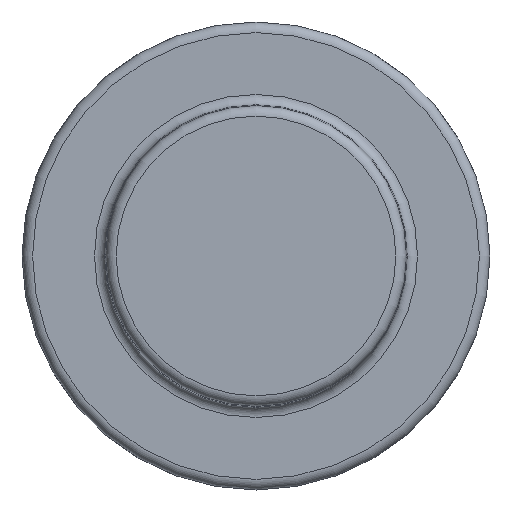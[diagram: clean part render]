
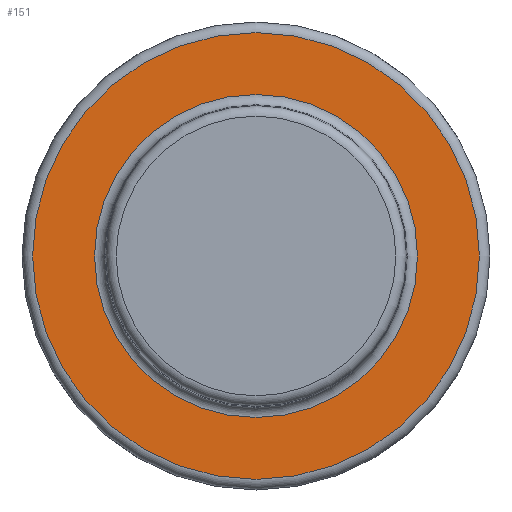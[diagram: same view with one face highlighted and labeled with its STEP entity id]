
A CAD part, left-side view. The second image highlights one B-rep face of the part: STEP entity #151.
In plain terms, the highlighted planar face has unit normal (-1, 0, 0).
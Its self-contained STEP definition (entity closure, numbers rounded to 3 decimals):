
#15=FACE_BOUND('',#50,.T.);
#18=PLANE('',#192);
#38=FACE_OUTER_BOUND('',#49,.T.);
#49=EDGE_LOOP('',(#134));
#50=EDGE_LOOP('',(#135));
#56=CIRCLE('',#171,5.431);
#57=CIRCLE('',#173,3.926);
#71=VERTEX_POINT('',#258);
#72=VERTEX_POINT('',#262);
#84=EDGE_CURVE('',#71,#71,#56,.T.);
#85=EDGE_CURVE('',#72,#72,#57,.T.);
#134=ORIENTED_EDGE('',*,*,#84,.T.);
#135=ORIENTED_EDGE('',*,*,#85,.T.);
#151=ADVANCED_FACE('',(#38,#15),#18,.F.);
#171=AXIS2_PLACEMENT_3D('',#260,#203,#204);
#173=AXIS2_PLACEMENT_3D('',#263,#207,#208);
#192=AXIS2_PLACEMENT_3D('',#294,#248,#249);
#203=DIRECTION('center_axis',(-1.,0.,0.));
#204=DIRECTION('ref_axis',(0.,0.,-1.));
#207=DIRECTION('center_axis',(1.,0.,0.));
#208=DIRECTION('ref_axis',(0.,0.,-1.));
#248=DIRECTION('center_axis',(1.,0.,0.));
#249=DIRECTION('ref_axis',(0.,0.,-1.));
#258=CARTESIAN_POINT('',(13.569,25.868,47.447));
#260=CARTESIAN_POINT('Origin',(13.569,25.868,42.016));
#262=CARTESIAN_POINT('',(13.569,25.868,45.942));
#263=CARTESIAN_POINT('Origin',(13.569,25.868,42.016));
#294=CARTESIAN_POINT('Origin',(13.569,25.868,42.016));
